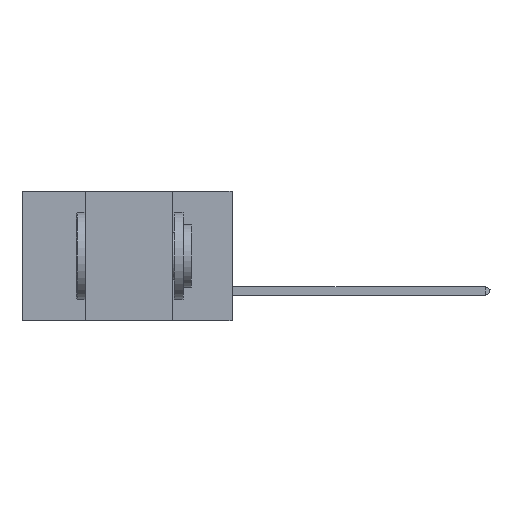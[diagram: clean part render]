
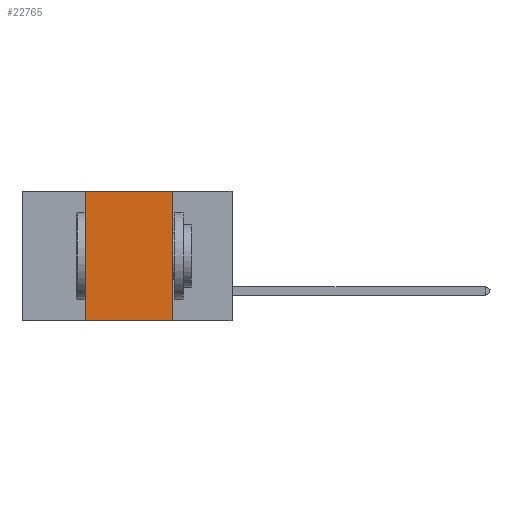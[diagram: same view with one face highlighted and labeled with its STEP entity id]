
A CAD part, left-side view. The second image highlights one B-rep face of the part: STEP entity #22765.
In plain terms, the highlighted planar face has unit normal (-1, 0, 0).
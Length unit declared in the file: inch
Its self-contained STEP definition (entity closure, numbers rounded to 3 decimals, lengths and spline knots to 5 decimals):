
#215 = CARTESIAN_POINT ( 'NONE',  ( 0., 0.6, 0. ) ) ;
#715 = VECTOR ( 'NONE', #45495, 39.37008 ) ;
#1433 = CARTESIAN_POINT ( 'NONE',  ( 0., 0.42, -0.37 ) ) ;
#2099 = VECTOR ( 'NONE', #5313, 39.37008 ) ;
#4293 = CARTESIAN_POINT ( 'NONE',  ( 0., 0.17, 0. ) ) ;
#5313 = DIRECTION ( 'NONE',  ( 0., 0., 1. ) ) ;
#5882 = EDGE_CURVE ( 'NONE', #43777, #44877, #22632, .T. ) ;
#6042 = DIRECTION ( 'NONE',  ( 0., -1., 0. ) ) ;
#7545 = VERTEX_POINT ( 'NONE', #1433 ) ;
#8120 = PLANE ( 'NONE',  #25732 ) ;
#9442 = LINE ( 'NONE', #36001, #48487 ) ;
#11279 = DIRECTION ( 'NONE',  ( 1., 0., 0. ) ) ;
#12146 = LINE ( 'NONE', #35583, #2099 ) ;
#15454 = DIRECTION ( 'NONE',  ( 0., 0., -1. ) ) ;
#15468 = LINE ( 'NONE', #43584, #29673 ) ;
#18006 = ORIENTED_EDGE ( 'NONE', *, *, #25828, .F. ) ;
#19429 = ORIENTED_EDGE ( 'NONE', *, *, #32031, .T. ) ;
#21653 = EDGE_CURVE ( 'NONE', #7545, #41109, #12146, .T. ) ;
#22632 = LINE ( 'NONE', #4293, #715 ) ;
#22765 = ADVANCED_FACE ( 'NONE', ( #26894 ), #8120, .F. ) ;
#25732 = AXIS2_PLACEMENT_3D ( 'NONE', #215, #11279, #15454 ) ;
#25828 = EDGE_CURVE ( 'NONE', #41109, #43777, #15468, .T. ) ;
#26894 = FACE_OUTER_BOUND ( 'NONE', #31041, .T. ) ;
#27823 = CARTESIAN_POINT ( 'NONE',  ( 0., 0.17, -0.37 ) ) ;
#29673 = VECTOR ( 'NONE', #43093, 39.37008 ) ;
#29946 = ORIENTED_EDGE ( 'NONE', *, *, #5882, .F. ) ;
#31041 = EDGE_LOOP ( 'NONE', ( #29946, #18006, #39278, #19429 ) ) ;
#32031 = EDGE_CURVE ( 'NONE', #7545, #44877, #9442, .T. ) ;
#35583 = CARTESIAN_POINT ( 'NONE',  ( 0., 0.42, 0. ) ) ;
#36001 = CARTESIAN_POINT ( 'NONE',  ( 0., 0.6, -0.37 ) ) ;
#39278 = ORIENTED_EDGE ( 'NONE', *, *, #21653, .F. ) ;
#41109 = VERTEX_POINT ( 'NONE', #45868 ) ;
#41866 = CARTESIAN_POINT ( 'NONE',  ( 0., 0.17, 0. ) ) ;
#43093 = DIRECTION ( 'NONE',  ( 0., -1., 0. ) ) ;
#43584 = CARTESIAN_POINT ( 'NONE',  ( 0., 0.6, 0. ) ) ;
#43777 = VERTEX_POINT ( 'NONE', #41866 ) ;
#44877 = VERTEX_POINT ( 'NONE', #27823 ) ;
#45495 = DIRECTION ( 'NONE',  ( 0., 0., -1. ) ) ;
#45868 = CARTESIAN_POINT ( 'NONE',  ( 0., 0.42, 0. ) ) ;
#48487 = VECTOR ( 'NONE', #6042, 39.37008 ) ;
